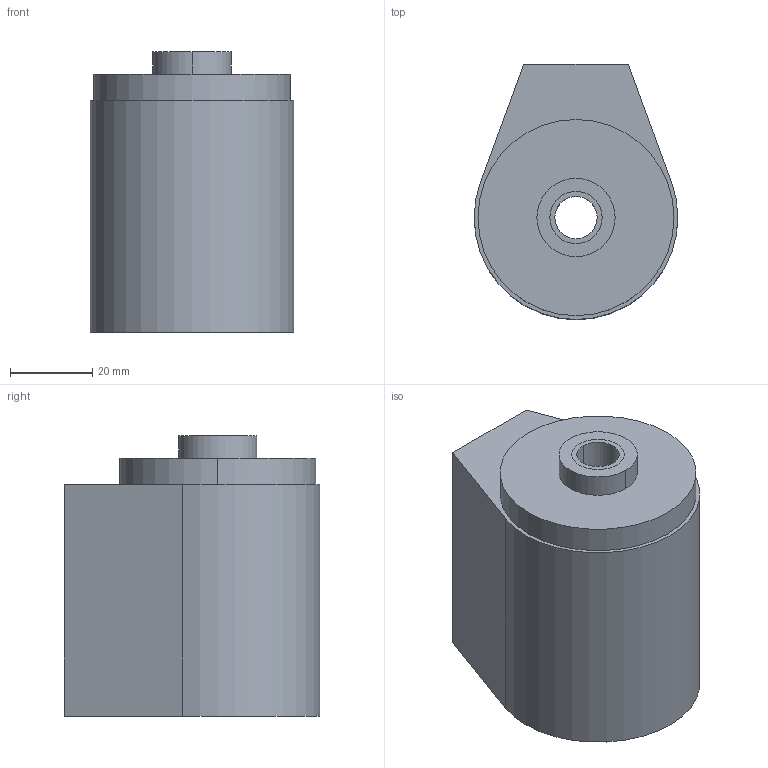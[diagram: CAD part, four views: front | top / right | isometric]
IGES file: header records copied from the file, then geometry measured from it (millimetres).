
Start section:  PTC IGES file: ilcm42022001.igs
Global section: file name: ilcm42022001.igs; native system: Pro/ENGINEER by Parametric Technology Corporation; preprocessor: 2004290; author: KR; organization: Unknown; date: 060602.071842; units: millimetre
Bounding box: 49.48 x 62.03 x 68.12 mm (x, y, z)
Surface area: 21501.4 mm2 (no closed solid volume)
Topology: 0 solids, 0 shells, 58 faces, 238 edges, 238 vertices
Faces by surface type: revolution 41, bspline 17
